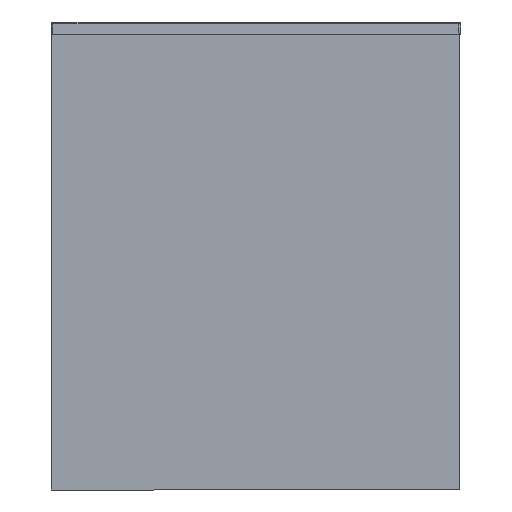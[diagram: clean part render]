
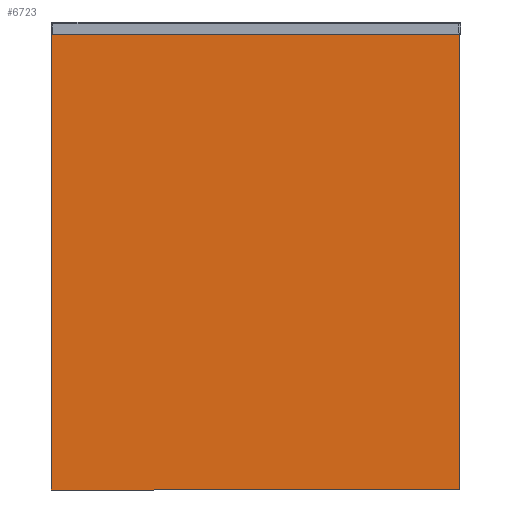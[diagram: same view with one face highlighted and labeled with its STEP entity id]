
A CAD part, left-side view. The second image highlights one B-rep face of the part: STEP entity #6723.
In plain terms, the highlighted planar face has unit normal (-1, 0, 0).
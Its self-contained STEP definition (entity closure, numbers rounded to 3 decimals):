
#529=PLANE('',#7270);
#890=FACE_OUTER_BOUND('',#1305,.T.);
#1305=EDGE_LOOP('',(#5852,#5853,#5854,#5855));
#2024=LINE('',#10548,#2790);
#2027=LINE('',#10554,#2793);
#2030=LINE('',#10560,#2796);
#2033=LINE('',#10564,#2799);
#2790=VECTOR('',#8703,1.);
#2793=VECTOR('',#8708,1.);
#2796=VECTOR('',#8713,1.);
#2799=VECTOR('',#8718,1.);
#3464=VERTEX_POINT('',#10545);
#3465=VERTEX_POINT('',#10547);
#3467=VERTEX_POINT('',#10553);
#3469=VERTEX_POINT('',#10559);
#4288=EDGE_CURVE('',#3465,#3464,#2024,.T.);
#4291=EDGE_CURVE('',#3467,#3465,#2027,.T.);
#4294=EDGE_CURVE('',#3469,#3467,#2030,.T.);
#4297=EDGE_CURVE('',#3464,#3469,#2033,.T.);
#5852=ORIENTED_EDGE('',*,*,#4297,.T.);
#5853=ORIENTED_EDGE('',*,*,#4294,.T.);
#5854=ORIENTED_EDGE('',*,*,#4291,.T.);
#5855=ORIENTED_EDGE('',*,*,#4288,.T.);
#6723=ADVANCED_FACE('',(#890),#529,.T.);
#7270=AXIS2_PLACEMENT_3D('',#10566,#8721,#8722);
#8703=DIRECTION('',(0.,0.,1.));
#8708=DIRECTION('',(0.,-1.,0.));
#8713=DIRECTION('',(0.,0.,-1.));
#8718=DIRECTION('',(0.,1.,0.));
#8721=DIRECTION('center_axis',(-1.,0.,0.));
#8722=DIRECTION('ref_axis',(0.,0.,1.));
#10545=CARTESIAN_POINT('',(-203.621,-576.126,490.));
#10547=CARTESIAN_POINT('',(-203.621,-576.126,-10.));
#10548=CARTESIAN_POINT('',(-203.621,-576.126,-10.));
#10553=CARTESIAN_POINT('',(-203.621,-127.126,-10.));
#10554=CARTESIAN_POINT('',(-203.621,-127.126,-10.));
#10559=CARTESIAN_POINT('',(-203.621,-127.126,490.));
#10560=CARTESIAN_POINT('',(-203.621,-127.126,490.));
#10564=CARTESIAN_POINT('',(-203.621,-576.126,490.));
#10566=CARTESIAN_POINT('Origin',(-203.621,-351.626,240.));
